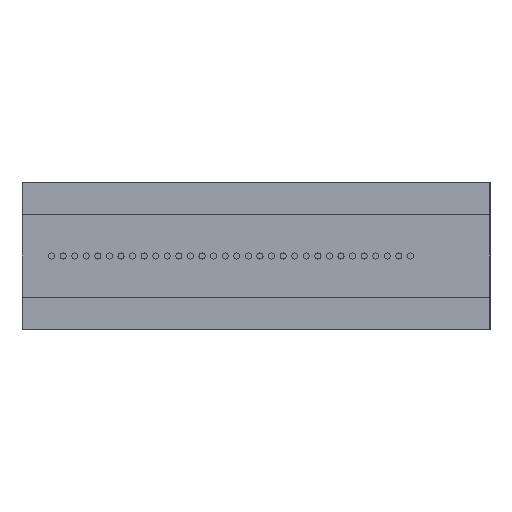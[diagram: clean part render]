
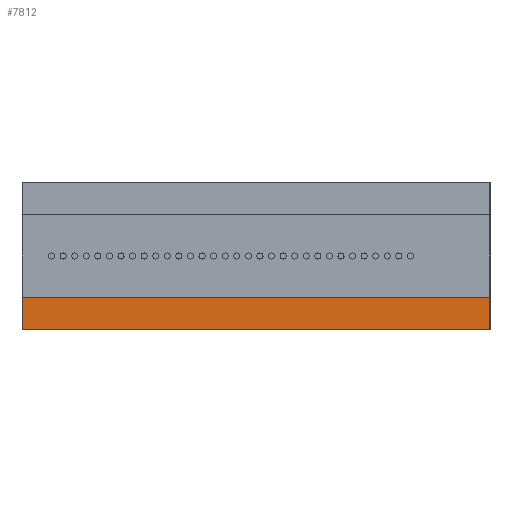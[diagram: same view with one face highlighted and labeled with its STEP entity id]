
A CAD part, left-side view. The second image highlights one B-rep face of the part: STEP entity #7812.
In plain terms, the highlighted planar face has unit normal (-1, 0, 0).
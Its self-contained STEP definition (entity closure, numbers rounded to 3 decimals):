
#33=DIRECTION('',(0.,-1.,0.));
#34=VECTOR('',#33,19.);
#35=CARTESIAN_POINT('',(-12.5,9.5,-3.));
#36=LINE('',#35,#34);
#3577=DIRECTION('',(0.,0.,1.));
#3578=VECTOR('',#3577,1.3);
#3579=CARTESIAN_POINT('',(-12.5,-9.5,-3.));
#3580=LINE('',#3579,#3578);
#3585=DIRECTION('',(0.,-1.,0.));
#3586=VECTOR('',#3585,19.);
#3587=CARTESIAN_POINT('',(-12.5,9.5,-1.7));
#3588=LINE('',#3587,#3586);
#3589=DIRECTION('',(0.,0.,1.));
#3590=VECTOR('',#3589,1.3);
#3591=CARTESIAN_POINT('',(-12.5,9.5,-3.));
#3592=LINE('',#3591,#3590);
#3601=CARTESIAN_POINT('',(-12.5,9.5,-3.));
#3602=CARTESIAN_POINT('',(-12.5,-9.5,-3.));
#3603=VERTEX_POINT('',#3601);
#3604=VERTEX_POINT('',#3602);
#3817=CARTESIAN_POINT('',(-12.5,9.5,-1.7));
#3818=CARTESIAN_POINT('',(-12.5,-9.5,-1.7));
#3819=VERTEX_POINT('',#3817);
#3820=VERTEX_POINT('',#3818);
#7800=CARTESIAN_POINT('',(-12.5,9.5,-3.));
#7801=DIRECTION('',(-1.,0.,0.));
#7802=DIRECTION('',(0.,-1.,0.));
#7803=AXIS2_PLACEMENT_3D('',#7800,#7801,#7802);
#7804=PLANE('',#7803);
#7806=ORIENTED_EDGE('',*,*,#7805,.T.);
#7807=ORIENTED_EDGE('',*,*,#7780,.F.);
#7808=ORIENTED_EDGE('',*,*,#3876,.F.);
#7809=ORIENTED_EDGE('',*,*,#7740,.T.);
#7810=EDGE_LOOP('',(#7806,#7807,#7808,#7809));
#7811=FACE_OUTER_BOUND('',#7810,.F.);
#7812=ADVANCED_FACE('',(#7811),#7804,.T.);
#3876=EDGE_CURVE('',#3603,#3604,#36,.T.);
#7740=EDGE_CURVE('',#3603,#3819,#3592,.T.);
#7780=EDGE_CURVE('',#3604,#3820,#3580,.T.);
#7805=EDGE_CURVE('',#3819,#3820,#3588,.T.);
